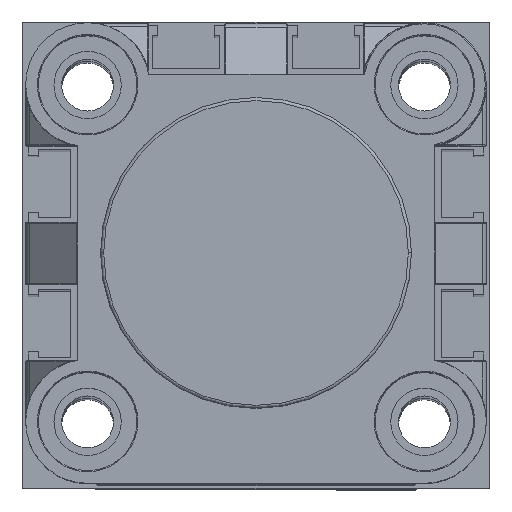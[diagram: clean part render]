
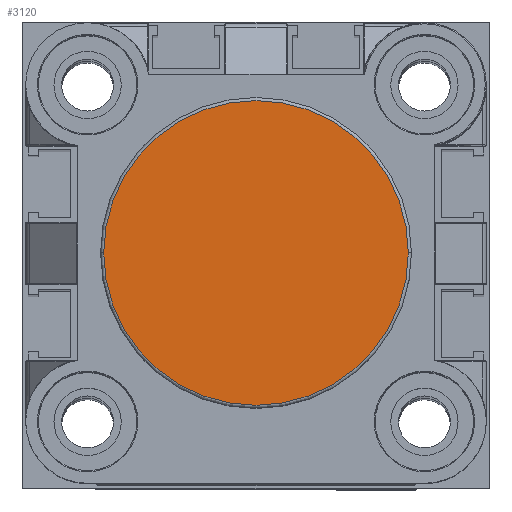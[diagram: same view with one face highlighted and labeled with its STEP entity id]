
A CAD part, top view. The second image highlights one B-rep face of the part: STEP entity #3120.
In plain terms, the highlighted planar face has unit normal (0, 0, 1).
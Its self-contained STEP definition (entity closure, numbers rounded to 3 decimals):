
#482 = PLANE ( 'NONE',  #30635 ) ;
#1404 = CARTESIAN_POINT ( 'NONE',  ( 31.95, -17.25, 30. ) ) ;
#2104 = ORIENTED_EDGE ( 'NONE', *, *, #7398, .T. ) ;
#2737 = AXIS2_PLACEMENT_3D ( 'NONE', #14364, #31903, #16864 ) ;
#2980 = DIRECTION ( 'NONE',  ( 1., 0., 0. ) ) ;
#3120 = ADVANCED_FACE ( 'NONE', ( #26033 ), #482, .T. ) ;
#4523 = VERTEX_POINT ( 'NONE', #12416 ) ;
#7300 = CIRCLE ( 'NONE', #31877, 14.7 ) ;
#7398 = EDGE_CURVE ( 'NONE', #4523, #12051, #31787, .T. ) ;
#11032 = DIRECTION ( 'NONE',  ( 0., 0., 1. ) ) ;
#12051 = VERTEX_POINT ( 'NONE', #1404 ) ;
#12097 = ORIENTED_EDGE ( 'NONE', *, *, #26524, .T. ) ;
#12416 = CARTESIAN_POINT ( 'NONE',  ( 2.55, -17.25, 30. ) ) ;
#14364 = CARTESIAN_POINT ( 'NONE',  ( 17.25, -17.25, 30. ) ) ;
#16864 = DIRECTION ( 'NONE',  ( 1., 0., 0. ) ) ;
#18015 = DIRECTION ( 'NONE',  ( 0., 0., 1. ) ) ;
#23216 = EDGE_LOOP ( 'NONE', ( #12097, #2104 ) ) ;
#25478 = CARTESIAN_POINT ( 'NONE',  ( 17.25, -17.25, 30. ) ) ;
#26033 = FACE_OUTER_BOUND ( 'NONE', #23216, .T. ) ;
#26041 = CARTESIAN_POINT ( 'NONE',  ( 17.25, -17.25, 30. ) ) ;
#26524 = EDGE_CURVE ( 'NONE', #12051, #4523, #7300, .T. ) ;
#28549 = DIRECTION ( 'NONE',  ( 1., 0., 0. ) ) ;
#30635 = AXIS2_PLACEMENT_3D ( 'NONE', #25478, #18015, #2980 ) ;
#31787 = CIRCLE ( 'NONE', #2737, 14.7 ) ;
#31877 = AXIS2_PLACEMENT_3D ( 'NONE', #26041, #11032, #28549 ) ;
#31903 = DIRECTION ( 'NONE',  ( 0., 0., 1. ) ) ;
